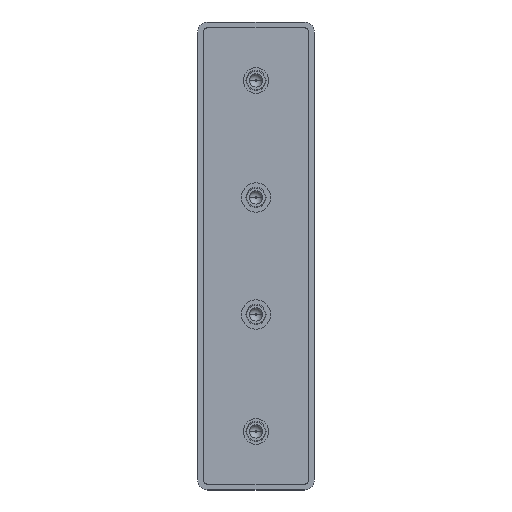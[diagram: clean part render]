
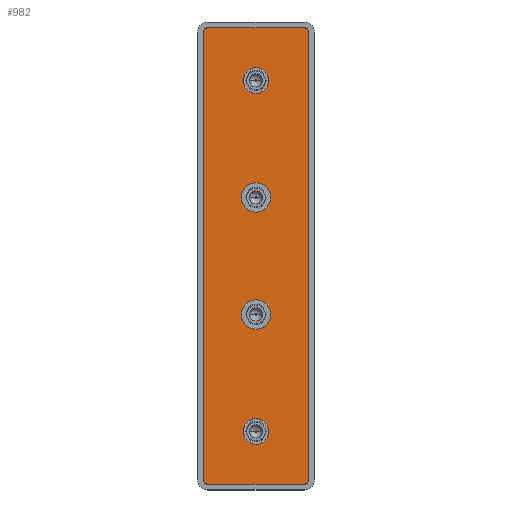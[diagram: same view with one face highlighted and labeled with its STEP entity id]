
A CAD part, top view. The second image highlights one B-rep face of the part: STEP entity #982.
In plain terms, the highlighted planar face has unit normal (0, 0, 1).
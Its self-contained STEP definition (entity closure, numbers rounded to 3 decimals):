
#44 = ORIENTED_EDGE ( 'NONE', *, *, #1007, .T. ) ;
#59 = EDGE_LOOP ( 'NONE', ( #1874, #1779 ) ) ;
#62 = AXIS2_PLACEMENT_3D ( 'NONE', #786, #2307, #1219 ) ;
#94 = VERTEX_POINT ( 'NONE', #2301 ) ;
#99 = CARTESIAN_POINT ( 'NONE',  ( -18., 76.5, -2. ) ) ;
#114 = FACE_BOUND ( 'NONE', #2510, .T. ) ;
#128 = CIRCLE ( 'NONE', #1329, 4.35 ) ;
#142 = DIRECTION ( 'NONE',  ( -1., 0., 0. ) ) ;
#167 = ORIENTED_EDGE ( 'NONE', *, *, #1652, .T. ) ;
#189 = ORIENTED_EDGE ( 'NONE', *, *, #536, .T. ) ;
#219 = ORIENTED_EDGE ( 'NONE', *, *, #321, .T. ) ;
#271 = VERTEX_POINT ( 'NONE', #1554 ) ;
#309 = DIRECTION ( 'NONE',  ( -1., 0., 0. ) ) ;
#319 = CARTESIAN_POINT ( 'NONE',  ( 0., 20., -2. ) ) ;
#321 = EDGE_CURVE ( 'NONE', #271, #1128, #128, .T. ) ;
#326 = DIRECTION ( 'NONE',  ( 1., 0., 0. ) ) ;
#331 = AXIS2_PLACEMENT_3D ( 'NONE', #1049, #842, #828 ) ;
#350 = ORIENTED_EDGE ( 'NONE', *, *, #1383, .T. ) ;
#364 = LINE ( 'NONE', #2758, #2047 ) ;
#381 = CARTESIAN_POINT ( 'NONE',  ( 18., 76.5, -2. ) ) ;
#392 = CARTESIAN_POINT ( 'NONE',  ( 0., -20., -2. ) ) ;
#419 = DIRECTION ( 'NONE',  ( -1., 0., 0. ) ) ;
#447 = ORIENTED_EDGE ( 'NONE', *, *, #2075, .T. ) ;
#463 = VECTOR ( 'NONE', #2516, 1000. ) ;
#474 = ORIENTED_EDGE ( 'NONE', *, *, #2629, .T. ) ;
#536 = EDGE_CURVE ( 'NONE', #824, #1197, #947, .T. ) ;
#541 = CIRCLE ( 'NONE', #2121, 4.35 ) ;
#547 = AXIS2_PLACEMENT_3D ( 'NONE', #758, #1833, #309 ) ;
#573 = FACE_BOUND ( 'NONE', #59, .T. ) ;
#585 = CARTESIAN_POINT ( 'NONE',  ( -16.5, 78., -2. ) ) ;
#590 = EDGE_CURVE ( 'NONE', #1906, #2451, #2576, .T. ) ;
#595 = AXIS2_PLACEMENT_3D ( 'NONE', #1566, #1965, #2407 ) ;
#633 = DIRECTION ( 'NONE',  ( 0., 0., -1. ) ) ;
#657 = EDGE_CURVE ( 'NONE', #1162, #2190, #2715, .T. ) ;
#712 = EDGE_CURVE ( 'NONE', #1128, #271, #1724, .T. ) ;
#728 = FACE_BOUND ( 'NONE', #2493, .T. ) ;
#758 = CARTESIAN_POINT ( 'NONE',  ( 0., -20., -2. ) ) ;
#773 = ORIENTED_EDGE ( 'NONE', *, *, #590, .T. ) ;
#786 = CARTESIAN_POINT ( 'NONE',  ( -16.5, 76.5, -2. ) ) ;
#788 = DIRECTION ( 'NONE',  ( 0., 0., -1. ) ) ;
#801 = LINE ( 'NONE', #2528, #1494 ) ;
#802 = EDGE_CURVE ( 'NONE', #2451, #1906, #872, .T. ) ;
#824 = VERTEX_POINT ( 'NONE', #1994 ) ;
#828 = DIRECTION ( 'NONE',  ( 1., 0., 0. ) ) ;
#842 = DIRECTION ( 'NONE',  ( 0., 0., -1. ) ) ;
#866 = CIRCLE ( 'NONE', #547, 5. ) ;
#872 = CIRCLE ( 'NONE', #595, 5. ) ;
#931 = ORIENTED_EDGE ( 'NONE', *, *, #2096, .T. ) ;
#947 = LINE ( 'NONE', #975, #2083 ) ;
#959 = DIRECTION ( 'NONE',  ( 1., 0., 0. ) ) ;
#975 = CARTESIAN_POINT ( 'NONE',  ( 18., -76.5, -2. ) ) ;
#978 = AXIS2_PLACEMENT_3D ( 'NONE', #2071, #1179, #142 ) ;
#982 = ADVANCED_FACE ( 'NONE', ( #573, #1436, #728, #114, #1390 ), #1582, .T. ) ;
#985 = CARTESIAN_POINT ( 'NONE',  ( 0., -60., -2. ) ) ;
#993 = VERTEX_POINT ( 'NONE', #1407 ) ;
#996 = CIRCLE ( 'NONE', #1086, 1.5 ) ;
#1007 = EDGE_CURVE ( 'NONE', #2436, #824, #2790, .T. ) ;
#1011 = AXIS2_PLACEMENT_3D ( 'NONE', #392, #2548, #2775 ) ;
#1036 = CARTESIAN_POINT ( 'NONE',  ( 0., -60., -2. ) ) ;
#1049 = CARTESIAN_POINT ( 'NONE',  ( 0., 60., -2. ) ) ;
#1069 = EDGE_CURVE ( 'NONE', #2190, #1162, #541, .T. ) ;
#1086 = AXIS2_PLACEMENT_3D ( 'NONE', #1974, #1777, #1762 ) ;
#1128 = VERTEX_POINT ( 'NONE', #2155 ) ;
#1162 = VERTEX_POINT ( 'NONE', #2736 ) ;
#1164 = ORIENTED_EDGE ( 'NONE', *, *, #1735, .T. ) ;
#1179 = DIRECTION ( 'NONE',  ( 0., 0., 1. ) ) ;
#1197 = VERTEX_POINT ( 'NONE', #381 ) ;
#1215 = EDGE_CURVE ( 'NONE', #1736, #1916, #996, .T. ) ;
#1217 = ORIENTED_EDGE ( 'NONE', *, *, #802, .T. ) ;
#1219 = DIRECTION ( 'NONE',  ( -1., 0., 0. ) ) ;
#1329 = AXIS2_PLACEMENT_3D ( 'NONE', #985, #2503, #2289 ) ;
#1341 = CARTESIAN_POINT ( 'NONE',  ( -16.5, -78., -2. ) ) ;
#1383 = EDGE_CURVE ( 'NONE', #993, #2613, #866, .T. ) ;
#1390 = FACE_OUTER_BOUND ( 'NONE', #2406, .T. ) ;
#1407 = CARTESIAN_POINT ( 'NONE',  ( 5., -20., -2. ) ) ;
#1422 = CARTESIAN_POINT ( 'NONE',  ( 0., 60., -2. ) ) ;
#1435 = ORIENTED_EDGE ( 'NONE', *, *, #2151, .T. ) ;
#1436 = FACE_BOUND ( 'NONE', #1805, .T. ) ;
#1438 = CARTESIAN_POINT ( 'NONE',  ( 16.5, 76.5, -2. ) ) ;
#1466 = ORIENTED_EDGE ( 'NONE', *, *, #712, .T. ) ;
#1494 = VECTOR ( 'NONE', #2539, 1000. ) ;
#1540 = CIRCLE ( 'NONE', #62, 1.5 ) ;
#1548 = DIRECTION ( 'NONE',  ( -1., 0., 0. ) ) ;
#1554 = CARTESIAN_POINT ( 'NONE',  ( 4.35, -60., -2. ) ) ;
#1566 = CARTESIAN_POINT ( 'NONE',  ( 0., 20., -2. ) ) ;
#1580 = CIRCLE ( 'NONE', #2086, 1.5 ) ;
#1582 = PLANE ( 'NONE',  #1923 ) ;
#1618 = CARTESIAN_POINT ( 'NONE',  ( 16.5, -78., -2. ) ) ;
#1628 = CARTESIAN_POINT ( 'NONE',  ( 0., 0., -2. ) ) ;
#1647 = CARTESIAN_POINT ( 'NONE',  ( 5., 20., -2. ) ) ;
#1649 = VERTEX_POINT ( 'NONE', #585 ) ;
#1652 = EDGE_CURVE ( 'NONE', #1916, #2436, #801, .T. ) ;
#1724 = CIRCLE ( 'NONE', #1855, 4.35 ) ;
#1727 = CARTESIAN_POINT ( 'NONE',  ( -18., -76.5, -2. ) ) ;
#1735 = EDGE_CURVE ( 'NONE', #1197, #94, #1580, .T. ) ;
#1736 = VERTEX_POINT ( 'NONE', #1727 ) ;
#1762 = DIRECTION ( 'NONE',  ( -1., 0., 0. ) ) ;
#1777 = DIRECTION ( 'NONE',  ( 0., 0., 1. ) ) ;
#1779 = ORIENTED_EDGE ( 'NONE', *, *, #657, .T. ) ;
#1805 = EDGE_LOOP ( 'NONE', ( #1217, #773 ) ) ;
#1828 = DIRECTION ( 'NONE',  ( 0., 1., 0. ) ) ;
#1833 = DIRECTION ( 'NONE',  ( 0., 0., -1. ) ) ;
#1836 = DIRECTION ( 'NONE',  ( 0., 0., 1. ) ) ;
#1855 = AXIS2_PLACEMENT_3D ( 'NONE', #1036, #633, #419 ) ;
#1874 = ORIENTED_EDGE ( 'NONE', *, *, #1069, .T. ) ;
#1906 = VERTEX_POINT ( 'NONE', #2705 ) ;
#1916 = VERTEX_POINT ( 'NONE', #1341 ) ;
#1923 = AXIS2_PLACEMENT_3D ( 'NONE', #1628, #1836, #326 ) ;
#1953 = CIRCLE ( 'NONE', #1011, 5. ) ;
#1965 = DIRECTION ( 'NONE',  ( 0., 0., -1. ) ) ;
#1974 = CARTESIAN_POINT ( 'NONE',  ( -16.5, -76.5, -2. ) ) ;
#1994 = CARTESIAN_POINT ( 'NONE',  ( 18., -76.5, -2. ) ) ;
#2034 = AXIS2_PLACEMENT_3D ( 'NONE', #319, #2642, #959 ) ;
#2047 = VECTOR ( 'NONE', #2123, 1000. ) ;
#2071 = CARTESIAN_POINT ( 'NONE',  ( 16.5, -76.5, -2. ) ) ;
#2075 = EDGE_CURVE ( 'NONE', #2613, #993, #1953, .T. ) ;
#2083 = VECTOR ( 'NONE', #1828, 1000. ) ;
#2086 = AXIS2_PLACEMENT_3D ( 'NONE', #1438, #2298, #1548 ) ;
#2096 = EDGE_CURVE ( 'NONE', #1649, #2666, #1540, .T. ) ;
#2121 = AXIS2_PLACEMENT_3D ( 'NONE', #1422, #788, #2452 ) ;
#2123 = DIRECTION ( 'NONE',  ( -1., 0., 0. ) ) ;
#2151 = EDGE_CURVE ( 'NONE', #94, #1649, #364, .T. ) ;
#2155 = CARTESIAN_POINT ( 'NONE',  ( -4.35, -60., -2. ) ) ;
#2190 = VERTEX_POINT ( 'NONE', #2333 ) ;
#2243 = CARTESIAN_POINT ( 'NONE',  ( -5., -20., -2. ) ) ;
#2289 = DIRECTION ( 'NONE',  ( -1., 0., 0. ) ) ;
#2298 = DIRECTION ( 'NONE',  ( 0., 0., 1. ) ) ;
#2301 = CARTESIAN_POINT ( 'NONE',  ( 16.5, 78., -2. ) ) ;
#2307 = DIRECTION ( 'NONE',  ( 0., 0., 1. ) ) ;
#2333 = CARTESIAN_POINT ( 'NONE',  ( 4.35, 60., -2. ) ) ;
#2406 = EDGE_LOOP ( 'NONE', ( #1435, #931, #474, #2534, #167, #44, #189, #1164 ) ) ;
#2407 = DIRECTION ( 'NONE',  ( 1., 0., 0. ) ) ;
#2436 = VERTEX_POINT ( 'NONE', #1618 ) ;
#2451 = VERTEX_POINT ( 'NONE', #1647 ) ;
#2452 = DIRECTION ( 'NONE',  ( 1., 0., 0. ) ) ;
#2470 = LINE ( 'NONE', #2484, #463 ) ;
#2484 = CARTESIAN_POINT ( 'NONE',  ( -18., 76.5, -2. ) ) ;
#2493 = EDGE_LOOP ( 'NONE', ( #1466, #219 ) ) ;
#2503 = DIRECTION ( 'NONE',  ( 0., 0., -1. ) ) ;
#2510 = EDGE_LOOP ( 'NONE', ( #447, #350 ) ) ;
#2516 = DIRECTION ( 'NONE',  ( 0., -1., 0. ) ) ;
#2528 = CARTESIAN_POINT ( 'NONE',  ( -16.5, -78., -2. ) ) ;
#2534 = ORIENTED_EDGE ( 'NONE', *, *, #1215, .T. ) ;
#2539 = DIRECTION ( 'NONE',  ( 1., 0., 0. ) ) ;
#2548 = DIRECTION ( 'NONE',  ( 0., 0., -1. ) ) ;
#2576 = CIRCLE ( 'NONE', #2034, 5. ) ;
#2613 = VERTEX_POINT ( 'NONE', #2243 ) ;
#2629 = EDGE_CURVE ( 'NONE', #2666, #1736, #2470, .T. ) ;
#2642 = DIRECTION ( 'NONE',  ( 0., 0., -1. ) ) ;
#2666 = VERTEX_POINT ( 'NONE', #99 ) ;
#2705 = CARTESIAN_POINT ( 'NONE',  ( -5., 20., -2. ) ) ;
#2715 = CIRCLE ( 'NONE', #331, 4.35 ) ;
#2736 = CARTESIAN_POINT ( 'NONE',  ( -4.35, 60., -2. ) ) ;
#2758 = CARTESIAN_POINT ( 'NONE',  ( 16.5, 78., -2. ) ) ;
#2775 = DIRECTION ( 'NONE',  ( -1., 0., 0. ) ) ;
#2790 = CIRCLE ( 'NONE', #978, 1.5 ) ;
